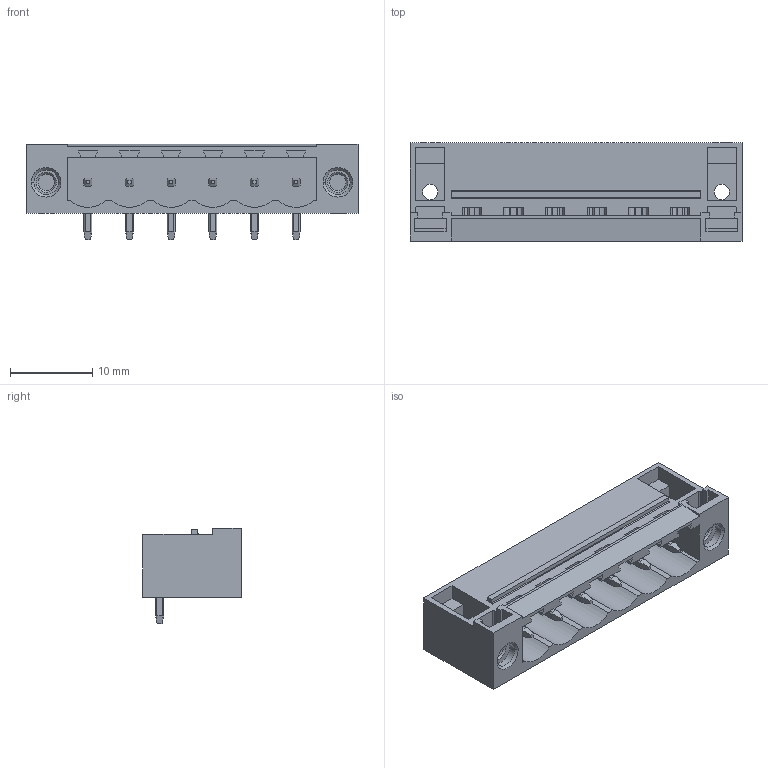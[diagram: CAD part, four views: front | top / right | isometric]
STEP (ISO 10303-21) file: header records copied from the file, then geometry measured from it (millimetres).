
FILE_DESCRIPTION(('CATIA V5 STEP Exchange','CAx-IF Rec.Pracs.--- Model Styling and Organization---1.2---2011-12-15'),'2;1');
FILE_NAME ('D1449171_0', '2018-10-26T07:10:11+00:00', ('none'), ('Weidmueller'), 'CATIA Version 5-6 Release 2014', 'CATIA V5 STEP AP214', 'none');
FILE_SCHEMA(('AUTOMOTIVE_DESIGN { 1 0 10303 214 1 1 1 1 }'));
Length unit declared in the file: millimetre
Products named in the file (1): 1148740000
Bounding box: 40.48 x 12 x 11.63 mm (x, y, z)
Volume: 1980.5 mm3; surface area: 3505 mm2
Topology: 9 solids, 9 shells, 401 faces, 1101 edges, 710 vertices
Faces by surface type: plane 261, cylinder 124, cone 16
Entity records: 11670 total; most frequent: CARTESIAN_POINT 2483, ORIENTED_EDGE 2202, DIRECTION 1341, EDGE_CURVE 1095, VECTOR 787, LINE 787, VERTEX_POINT 702, EDGE_LOOP 433
